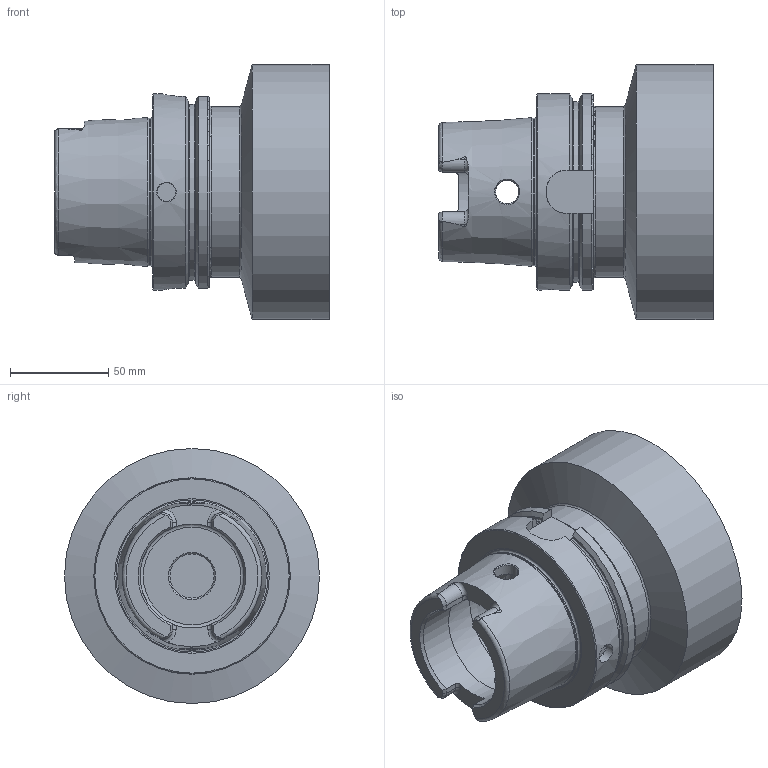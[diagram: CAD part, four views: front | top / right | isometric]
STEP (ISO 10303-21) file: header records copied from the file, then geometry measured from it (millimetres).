
FILE_DESCRIPTION (( 'STEP AP214' ), '1' );
FILE_NAME ('HA0.Ro0.001.090.STEP', '2021-02-01T14:19:20', ( '' ), ( '' ), 'SwSTEP 2.0', 'SolidWorks 2017', '' );
FILE_SCHEMA (( 'AUTOMOTIVE_DESIGN' ));
Length unit declared in the file: millimetre
Products named in the file (1): HA0.Ro0.001.090
Bounding box: 139.9 x 130 x 130 mm (x, y, z)
Volume: 923614.8 mm3; surface area: 84835.5 mm2
Topology: 1 solids, 1 shells, 117 faces, 308 edges, 195 vertices
Faces by surface type: plane 38, cylinder 33, torus 24, cone 20, bspline 2
Full cylindrical faces by diameter (mm): 3.15 x1, 10 x1, 12 x2, 22.5 x1, 26 x1, 53 x2, 63 x1, 75.265 x1, 87 x1, 100 x1, 130 x1
Entity records: 5782 total; most frequent: CARTESIAN_POINT 2218, ORIENTED_EDGE 530, DIRECTION 523, EDGE_CURVE 265, AXIS2_PLACEMENT_3D 219, VERTEX_POINT 184, EDGE_LOOP 155, FACE_OUTER_BOUND 141
